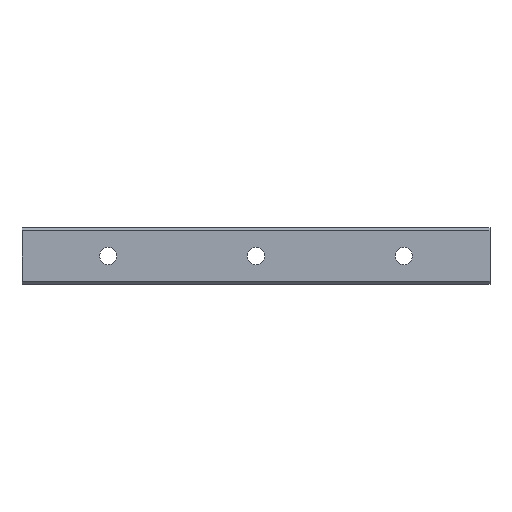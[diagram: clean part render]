
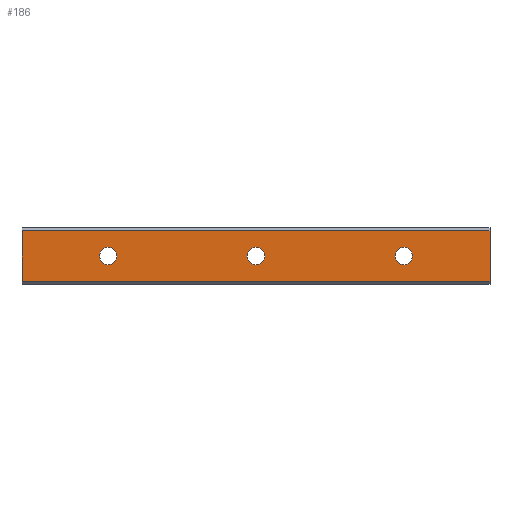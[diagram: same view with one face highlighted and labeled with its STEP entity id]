
A CAD part, front view. The second image highlights one B-rep face of the part: STEP entity #186.
In plain terms, the highlighted planar face has unit normal (0, -1, 0).
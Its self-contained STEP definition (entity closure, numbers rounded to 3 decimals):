
#10 = CARTESIAN_POINT ( 'NONE',  ( 0., 0., 0. ) ) ;
#11 = VERTEX_POINT ( 'NONE', #1637 ) ;
#49 = CIRCLE ( 'NONE', #1215, 3.5 ) ;
#50 = ORIENTED_EDGE ( 'NONE', *, *, #1377, .F. ) ;
#67 = ORIENTED_EDGE ( 'NONE', *, *, #1056, .F. ) ;
#130 = DIRECTION ( 'NONE',  ( 0., -1., 0. ) ) ;
#137 = DIRECTION ( 'NONE',  ( 0., 0., 1. ) ) ;
#147 = AXIS2_PLACEMENT_3D ( 'NONE', #10, #1669, #927 ) ;
#186 = ADVANCED_FACE ( 'NONE', ( #932, #191, #1851, #1083 ), #359, .F. ) ;
#191 = FACE_BOUND ( 'NONE', #1684, .T. ) ;
#201 = CARTESIAN_POINT ( 'NONE',  ( 155., 0., 10.286 ) ) ;
#206 = VECTOR ( 'NONE', #1832, 1000. ) ;
#222 = VERTEX_POINT ( 'NONE', #802 ) ;
#266 = ORIENTED_EDGE ( 'NONE', *, *, #1211, .F. ) ;
#279 = VERTEX_POINT ( 'NONE', #715 ) ;
#296 = EDGE_CURVE ( 'NONE', #842, #11, #49, .T. ) ;
#359 = PLANE ( 'NONE',  #1310 ) ;
#367 = CIRCLE ( 'NONE', #147, 3.5 ) ;
#368 = EDGE_CURVE ( 'NONE', #468, #222, #993, .T. ) ;
#422 = CARTESIAN_POINT ( 'NONE',  ( 120., 0., 3.5 ) ) ;
#468 = VERTEX_POINT ( 'NONE', #590 ) ;
#498 = ORIENTED_EDGE ( 'NONE', *, *, #901, .F. ) ;
#525 = ORIENTED_EDGE ( 'NONE', *, *, #1416, .F. ) ;
#534 = ORIENTED_EDGE ( 'NONE', *, *, #861, .F. ) ;
#582 = DIRECTION ( 'NONE',  ( 0., 0., -1. ) ) ;
#590 = CARTESIAN_POINT ( 'NONE',  ( 155., 0., 10.286 ) ) ;
#669 = DIRECTION ( 'NONE',  ( 0., -1., 0. ) ) ;
#705 = VERTEX_POINT ( 'NONE', #1725 ) ;
#715 = CARTESIAN_POINT ( 'NONE',  ( -35., 0., -10.286 ) ) ;
#726 = AXIS2_PLACEMENT_3D ( 'NONE', #1478, #130, #137 ) ;
#764 = ORIENTED_EDGE ( 'NONE', *, *, #1401, .F. ) ;
#791 = ORIENTED_EDGE ( 'NONE', *, *, #1283, .F. ) ;
#802 = CARTESIAN_POINT ( 'NONE',  ( 155., 0., -10.286 ) ) ;
#803 = LINE ( 'NONE', #201, #1911 ) ;
#842 = VERTEX_POINT ( 'NONE', #1054 ) ;
#861 = EDGE_CURVE ( 'NONE', #1427, #1549, #367, .T. ) ;
#901 = EDGE_CURVE ( 'NONE', #222, #279, #1239, .T. ) ;
#927 = DIRECTION ( 'NONE',  ( 0., 0., 1. ) ) ;
#932 = FACE_OUTER_BOUND ( 'NONE', #1139, .T. ) ;
#944 = EDGE_LOOP ( 'NONE', ( #266, #1137 ) ) ;
#953 = CARTESIAN_POINT ( 'NONE',  ( 0., 0., 0. ) ) ;
#968 = CIRCLE ( 'NONE', #726, 3.5 ) ;
#993 = LINE ( 'NONE', #1499, #1246 ) ;
#1033 = VECTOR ( 'NONE', #1052, 1000. ) ;
#1052 = DIRECTION ( 'NONE',  ( 0., 0., 1. ) ) ;
#1054 = CARTESIAN_POINT ( 'NONE',  ( 60., 0., -3.5 ) ) ;
#1056 = EDGE_CURVE ( 'NONE', #705, #1936, #1806, .T. ) ;
#1083 = FACE_BOUND ( 'NONE', #944, .T. ) ;
#1093 = DIRECTION ( 'NONE',  ( 0., -1., 0. ) ) ;
#1135 = DIRECTION ( 'NONE',  ( 0., 0., 1. ) ) ;
#1137 = ORIENTED_EDGE ( 'NONE', *, *, #296, .F. ) ;
#1139 = EDGE_LOOP ( 'NONE', ( #498, #1262, #525, #791 ) ) ;
#1143 = CARTESIAN_POINT ( 'NONE',  ( 60., 0., 0. ) ) ;
#1164 = CIRCLE ( 'NONE', #1314, 3.5 ) ;
#1171 = EDGE_LOOP ( 'NONE', ( #764, #67 ) ) ;
#1211 = EDGE_CURVE ( 'NONE', #11, #842, #968, .T. ) ;
#1215 = AXIS2_PLACEMENT_3D ( 'NONE', #1143, #1580, #1135 ) ;
#1228 = LINE ( 'NONE', #1374, #1033 ) ;
#1239 = LINE ( 'NONE', #1822, #206 ) ;
#1246 = VECTOR ( 'NONE', #582, 1000. ) ;
#1247 = CARTESIAN_POINT ( 'NONE',  ( 155., 0., 10.286 ) ) ;
#1262 = ORIENTED_EDGE ( 'NONE', *, *, #368, .F. ) ;
#1283 = EDGE_CURVE ( 'NONE', #279, #1546, #1228, .T. ) ;
#1284 = AXIS2_PLACEMENT_3D ( 'NONE', #1541, #1706, #1551 ) ;
#1310 = AXIS2_PLACEMENT_3D ( 'NONE', #1247, #1675, #1530 ) ;
#1314 = AXIS2_PLACEMENT_3D ( 'NONE', #953, #1093, #1843 ) ;
#1374 = CARTESIAN_POINT ( 'NONE',  ( -35., 0., 10.286 ) ) ;
#1377 = EDGE_CURVE ( 'NONE', #1549, #1427, #1164, .T. ) ;
#1401 = EDGE_CURVE ( 'NONE', #1936, #705, #1935, .T. ) ;
#1416 = EDGE_CURVE ( 'NONE', #1546, #468, #803, .T. ) ;
#1417 = CARTESIAN_POINT ( 'NONE',  ( 0., 0., 3.5 ) ) ;
#1427 = VERTEX_POINT ( 'NONE', #1417 ) ;
#1475 = CARTESIAN_POINT ( 'NONE',  ( 0., 0., -3.5 ) ) ;
#1478 = CARTESIAN_POINT ( 'NONE',  ( 60., 0., 0. ) ) ;
#1499 = CARTESIAN_POINT ( 'NONE',  ( 155., 0., 10.286 ) ) ;
#1530 = DIRECTION ( 'NONE',  ( 0., 0., 1. ) ) ;
#1541 = CARTESIAN_POINT ( 'NONE',  ( 120., 0., 0. ) ) ;
#1546 = VERTEX_POINT ( 'NONE', #1613 ) ;
#1549 = VERTEX_POINT ( 'NONE', #1475 ) ;
#1551 = DIRECTION ( 'NONE',  ( 0., 0., 1. ) ) ;
#1580 = DIRECTION ( 'NONE',  ( 0., -1., 0. ) ) ;
#1613 = CARTESIAN_POINT ( 'NONE',  ( -35., 0., 10.286 ) ) ;
#1637 = CARTESIAN_POINT ( 'NONE',  ( 60., 0., 3.5 ) ) ;
#1669 = DIRECTION ( 'NONE',  ( 0., -1., 0. ) ) ;
#1675 = DIRECTION ( 'NONE',  ( 0., 1., 0. ) ) ;
#1684 = EDGE_LOOP ( 'NONE', ( #534, #50 ) ) ;
#1685 = AXIS2_PLACEMENT_3D ( 'NONE', #1877, #669, #1846 ) ;
#1706 = DIRECTION ( 'NONE',  ( 0., -1., 0. ) ) ;
#1725 = CARTESIAN_POINT ( 'NONE',  ( 120., 0., -3.5 ) ) ;
#1806 = CIRCLE ( 'NONE', #1685, 3.5 ) ;
#1822 = CARTESIAN_POINT ( 'NONE',  ( 155., 0., -10.286 ) ) ;
#1830 = DIRECTION ( 'NONE',  ( 1., 0., 0. ) ) ;
#1832 = DIRECTION ( 'NONE',  ( -1., 0., 0. ) ) ;
#1843 = DIRECTION ( 'NONE',  ( 0., 0., 1. ) ) ;
#1846 = DIRECTION ( 'NONE',  ( 0., 0., 1. ) ) ;
#1851 = FACE_BOUND ( 'NONE', #1171, .T. ) ;
#1877 = CARTESIAN_POINT ( 'NONE',  ( 120., 0., 0. ) ) ;
#1911 = VECTOR ( 'NONE', #1830, 1000. ) ;
#1935 = CIRCLE ( 'NONE', #1284, 3.5 ) ;
#1936 = VERTEX_POINT ( 'NONE', #422 ) ;
